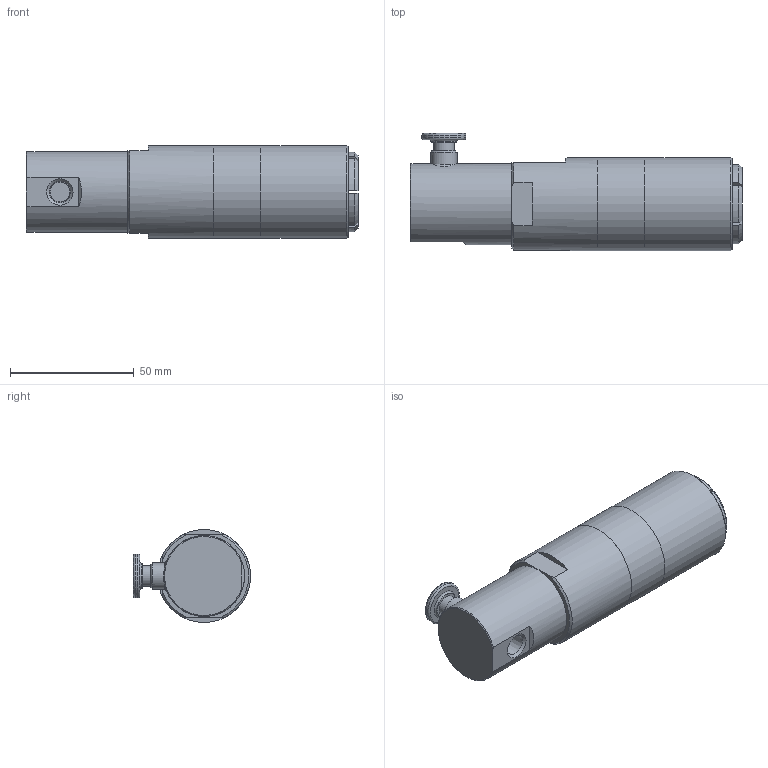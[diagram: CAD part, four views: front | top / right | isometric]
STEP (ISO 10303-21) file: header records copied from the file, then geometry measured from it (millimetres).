
FILE_DESCRIPTION(/* description */ (''),/* implementation_level */ '2;1');
FILE_NAME(/* name */ 'FXV061061PT.stp',/* time_stamp */ '2015-06-23T11:30:27-05:00',/* author */ ('scottg'),/* organization */ ('FasTest,Inc.'),/* preprocessor_version */ 'ST-DEVELOPER v15.2',/* originating_system */ 'Autodesk Inventor 2014',/* authorisation */ '');
FILE_SCHEMA (('AUTOMOTIVE_DESIGN { 1 0 10303 214 3 1 1 }'));
Length unit declared in the file: inch
Products named in the file (1): FXV061061PT
Bounding box: 134.34 x 47.37 x 37.59 mm (x, y, z)
Surface area: 22580.3 mm2 (no closed solid volume)
Topology: 0 solids, 7 shells, 127 faces, 314 edges, 203 vertices
Faces by surface type: plane 51, cone 43, cylinder 22, torus 11
Full cylindrical faces by diameter (mm): 7.95 x1, 8.382 x1, 10.414 x1, 10.668 x1, 13.894 x1, 14.148 x1, 17.78 x1, 20.447 x1, 20.98 x1, 32.08 x1, 32.182 x1, 32.766 x1, 34.925 x1, 37.592 x3
Entity records: 3607 total; most frequent: CARTESIAN_POINT 882, DIRECTION 562, ORIENTED_EDGE 534, EDGE_CURVE 265, AXIS2_PLACEMENT_3D 248, VERTEX_POINT 188, EDGE_LOOP 175, ADVANCED_FACE 127
